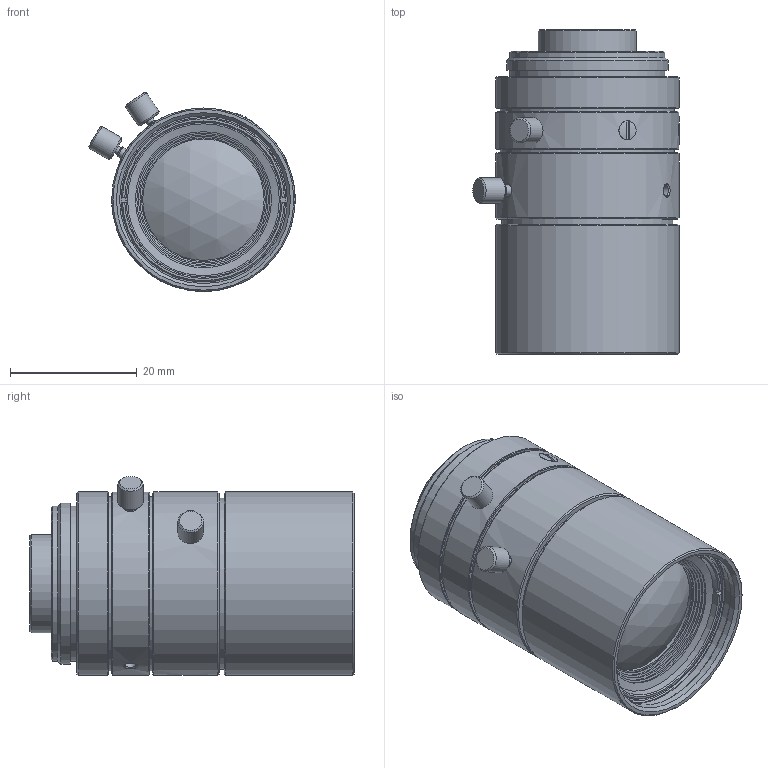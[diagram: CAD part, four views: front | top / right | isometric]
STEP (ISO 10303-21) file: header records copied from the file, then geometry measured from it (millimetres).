
FILE_DESCRIPTION(('STEP AP214'),'1');
FILE_NAME('M1228-MPW3.stp','2024-07-31T06:36:02',(' '),(' '),'Spatial InterOp 3D',' ',' ');
FILE_SCHEMA(('AUTOMOTIVE_DESIGN { 1 0 10303 214 1 1 1 1 }'));
Length unit declared in the file: metre
Products named in the file (2): M1228-MPW3; Component3
Assembly tree (1 placements, depth 2):
  M1228-MPW3
    Component3
Bounding box: 32.61 x 51.27 x 31.44 mm (x, y, z)
Volume: 27012.9 mm3; surface area: 10379.1 mm2
Topology: 1 solids, 6 shells, 194 faces, 419 edges, 264 vertices
Faces by surface type: cylinder 66, plane 65, cone 53, bspline 6, sphere 4
Full cylindrical faces by diameter (mm): 1.3 x2, 1.7 x7, 4 x2, 10.3 x1, 12 x1, 13.25 x1, 14 x1, 14.25 x1, 14.5 x1, 15.5 x1, 19.2 x1, 19.5 x2, 19.98 x1, 22.5 x2, 24 x3, 24.5 x3, 25.5 x1, 26 x1, 26.5 x2, 27 x1, 27.25 x1, 27.5 x2, 28 x2, 29 x4
Entity records: 8096 total; most frequent: CARTESIAN_POINT 1218, DIRECTION 852, ORIENTED_EDGE 590, STYLED_ITEM 490, PRESENTATION_STYLE_ASSIGNMENT 490, COLOUR_RGB 490, AXIS2_PLACEMENT_3D 385, EDGE_LOOP 332
